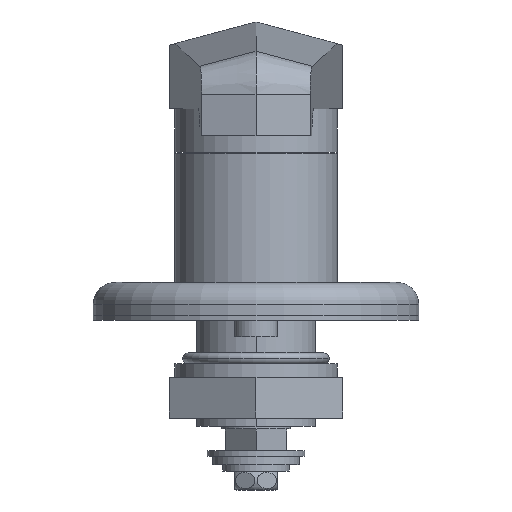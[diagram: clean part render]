
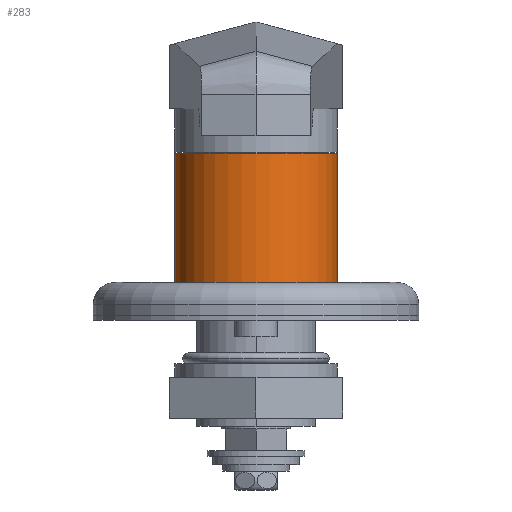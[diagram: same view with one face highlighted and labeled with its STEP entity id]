
A CAD part, front view. The second image highlights one B-rep face of the part: STEP entity #283.
In plain terms, the highlighted cylindrical face has radius 15 mm (diameter 30 mm), a partial arc.
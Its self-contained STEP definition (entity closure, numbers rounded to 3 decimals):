
#283 = ADVANCED_FACE ( 'NONE', ( #1042 ), #1040, .T. ) ;
#1039 = AXIS2_PLACEMENT_3D ( 'NONE', #3418, #3419, #3420 ) ;
#1040 = CYLINDRICAL_SURFACE ( 'NONE', #1039, 15. ) ;
#1042 = FACE_OUTER_BOUND ( 'NONE', #2148, .T. ) ;
#1283 = EDGE_CURVE ( 'NONE', #2454, #2455, #4110, .T. ) ;
#1286 = EDGE_CURVE ( 'NONE', #2453, #2456, #4119, .T. ) ;
#1287 = EDGE_CURVE ( 'NONE', #2455, #2456, #1568, .T. ) ;
#1312 = EDGE_CURVE ( 'NONE', #2454, #2453, #1579, .T. ) ;
#1568 = CIRCLE ( 'NONE', #5099, 15. ) ;
#1579 = CIRCLE ( 'NONE', #5123, 15. ) ;
#1893 = ORIENTED_EDGE ( 'NONE', *, *, #1283, .F. ) ;
#1899 = ORIENTED_EDGE ( 'NONE', *, *, #1286, .T. ) ;
#1901 = ORIENTED_EDGE ( 'NONE', *, *, #1312, .T. ) ;
#1903 = ORIENTED_EDGE ( 'NONE', *, *, #1287, .F. ) ;
#2148 = EDGE_LOOP ( 'NONE', ( #1893, #1901, #1899, #1903 ) ) ;
#2453 = VERTEX_POINT ( 'NONE', #5933 ) ;
#2454 = VERTEX_POINT ( 'NONE', #5934 ) ;
#2455 = VERTEX_POINT ( 'NONE', #5935 ) ;
#2456 = VERTEX_POINT ( 'NONE', #5936 ) ;
#3418 = CARTESIAN_POINT ( 'NONE',  ( -3.681, 0., 0. ) ) ;
#3419 = DIRECTION ( 'NONE',  ( -1., 0., 0. ) ) ;
#3420 = DIRECTION ( 'NONE',  ( 0., 0., 1. ) ) ;
#4110 = LINE ( 'NONE', #4111, #5097 ) ;
#4111 = CARTESIAN_POINT ( 'NONE',  ( -3.681, 0., -15. ) ) ;
#4112 = DIRECTION ( 'NONE',  ( -1., 0., 0. ) ) ;
#4118 = CARTESIAN_POINT ( 'NONE',  ( 0., 0., 0. ) ) ;
#4119 = LINE ( 'NONE', #4120, #5100 ) ;
#4120 = CARTESIAN_POINT ( 'NONE',  ( -3.681, 0., 15. ) ) ;
#4121 = DIRECTION ( 'NONE',  ( -1., 0., 0. ) ) ;
#4122 = DIRECTION ( 'NONE',  ( -1., 0., 0. ) ) ;
#4123 = DIRECTION ( 'NONE',  ( 0., 0., 1. ) ) ;
#4196 = CARTESIAN_POINT ( 'NONE',  ( 23.8, 0., 0. ) ) ;
#4197 = DIRECTION ( 'NONE',  ( -1., 0., 0. ) ) ;
#4198 = DIRECTION ( 'NONE',  ( 0., 0., 1. ) ) ;
#5097 = VECTOR ( 'NONE', #4112, 1000. ) ;
#5099 = AXIS2_PLACEMENT_3D ( 'NONE', #4118, #4122, #4123 ) ;
#5100 = VECTOR ( 'NONE', #4121, 1000. ) ;
#5123 = AXIS2_PLACEMENT_3D ( 'NONE', #4196, #4197, #4198 ) ;
#5933 = CARTESIAN_POINT ( 'NONE',  ( 23.8, 0., 15. ) ) ;
#5934 = CARTESIAN_POINT ( 'NONE',  ( 23.8, 0., -15. ) ) ;
#5935 = CARTESIAN_POINT ( 'NONE',  ( 0., 0., -15. ) ) ;
#5936 = CARTESIAN_POINT ( 'NONE',  ( 0., 0., 15. ) ) ;
